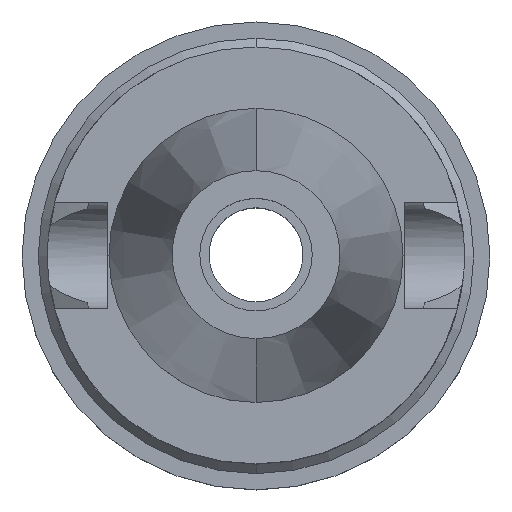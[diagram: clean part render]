
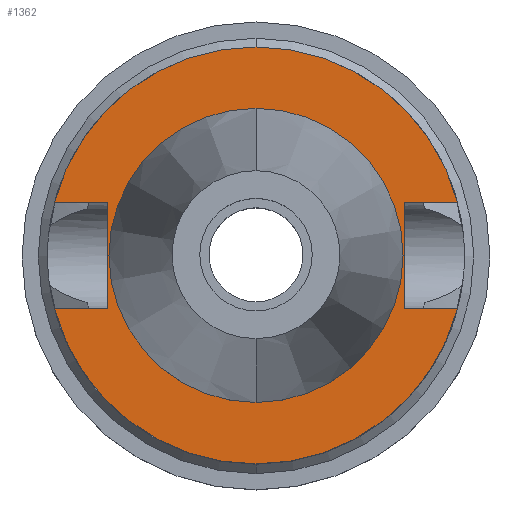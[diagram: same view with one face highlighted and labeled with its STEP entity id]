
A CAD part, top view. The second image highlights one B-rep face of the part: STEP entity #1362.
In plain terms, the highlighted planar face has unit normal (0, 0, 1).
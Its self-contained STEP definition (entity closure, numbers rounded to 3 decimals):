
#94=DIRECTION('',(0.,1.,0.));
#95=VECTOR('',#94,16.1);
#96=CARTESIAN_POINT('',(-22.5,-8.05,-1.));
#97=LINE('',#96,#95);
#101=DIRECTION('',(-1.,0.,0.));
#102=VECTOR('',#101,7.954);
#103=CARTESIAN_POINT('',(-22.5,8.05,-1.));
#104=LINE('',#103,#102);
#108=CARTESIAN_POINT('',(0.,0.,-1.));
#109=DIRECTION('',(0.,0.,-1.));
#110=DIRECTION('',(-0.967,0.256,0.));
#111=AXIS2_PLACEMENT_3D('',#108,#109,#110);
#116=CARTESIAN_POINT('',(0.,0.,-1.));
#117=DIRECTION('',(0.,0.,-1.));
#118=DIRECTION('',(0.,1.,0.));
#119=AXIS2_PLACEMENT_3D('',#116,#117,#118);
#124=DIRECTION('',(0.,-1.,0.));
#125=VECTOR('',#124,16.1);
#126=CARTESIAN_POINT('',(22.5,8.05,-1.));
#127=LINE('',#126,#125);
#131=DIRECTION('',(1.,0.,0.));
#132=VECTOR('',#131,7.954);
#133=CARTESIAN_POINT('',(22.5,-8.05,-1.));
#134=LINE('',#133,#132);
#138=CARTESIAN_POINT('',(0.,0.,-1.));
#139=DIRECTION('',(0.,0.,-1.));
#140=DIRECTION('',(0.967,-0.256,0.));
#141=AXIS2_PLACEMENT_3D('',#138,#139,#140);
#146=CARTESIAN_POINT('',(0.,0.,-1.));
#147=DIRECTION('',(0.,0.,-1.));
#148=DIRECTION('',(0.,-1.,0.));
#149=AXIS2_PLACEMENT_3D('',#146,#147,#148);
#154=CARTESIAN_POINT('',(0.,0.,-1.));
#155=DIRECTION('',(0.,0.,1.));
#156=DIRECTION('',(0.,-1.,0.));
#157=AXIS2_PLACEMENT_3D('',#154,#155,#156);
#162=CARTESIAN_POINT('',(0.,0.,-1.));
#163=DIRECTION('',(0.,0.,1.));
#164=DIRECTION('',(0.,1.,0.));
#165=AXIS2_PLACEMENT_3D('',#162,#163,#164);
#200=DIRECTION('',(-1.,0.,0.));
#201=VECTOR('',#200,7.954);
#202=CARTESIAN_POINT('',(-22.5,-8.05,-1.));
#203=LINE('',#202,#201);
#337=DIRECTION('',(1.,0.,0.));
#338=VECTOR('',#337,7.954);
#339=CARTESIAN_POINT('',(22.5,8.05,-1.));
#340=LINE('',#339,#338);
#1219=CARTESIAN_POINT('',(-22.5,-8.05,-1.));
#1220=VERTEX_POINT('',#1219);
#1221=CARTESIAN_POINT('',(-30.454,-8.05,-1.));
#1222=VERTEX_POINT('',#1221);
#1225=CARTESIAN_POINT('',(-22.5,8.05,-1.));
#1226=VERTEX_POINT('',#1225);
#1227=CARTESIAN_POINT('',(-30.454,8.05,-1.));
#1228=VERTEX_POINT('',#1227);
#1229=CARTESIAN_POINT('',(0.,31.5,-1.));
#1230=CARTESIAN_POINT('',(30.454,8.05,-1.));
#1231=VERTEX_POINT('',#1229);
#1232=VERTEX_POINT('',#1230);
#1233=CARTESIAN_POINT('',(22.5,8.05,-1.));
#1234=VERTEX_POINT('',#1233);
#1235=CARTESIAN_POINT('',(22.5,-8.05,-1.));
#1236=VERTEX_POINT('',#1235);
#1237=CARTESIAN_POINT('',(30.454,-8.05,-1.));
#1238=VERTEX_POINT('',#1237);
#1239=CARTESIAN_POINT('',(0.,-31.5,-1.));
#1240=VERTEX_POINT('',#1239);
#1241=CARTESIAN_POINT('',(0.,-22.225,-1.));
#1242=CARTESIAN_POINT('',(0.,22.225,-1.));
#1243=VERTEX_POINT('',#1241);
#1244=VERTEX_POINT('',#1242);
#1331=CARTESIAN_POINT('',(0.,0.,-1.));
#1332=DIRECTION('',(0.,0.,-1.));
#1333=DIRECTION('',(0.,-1.,0.));
#1334=AXIS2_PLACEMENT_3D('',#1331,#1332,#1333);
#1335=PLANE('',#1334);
#1337=ORIENTED_EDGE('',*,*,#1336,.T.);
#1339=ORIENTED_EDGE('',*,*,#1338,.T.);
#1341=ORIENTED_EDGE('',*,*,#1340,.T.);
#1343=ORIENTED_EDGE('',*,*,#1342,.T.);
#1345=ORIENTED_EDGE('',*,*,#1344,.F.);
#1347=ORIENTED_EDGE('',*,*,#1346,.T.);
#1349=ORIENTED_EDGE('',*,*,#1348,.T.);
#1351=ORIENTED_EDGE('',*,*,#1350,.T.);
#1353=ORIENTED_EDGE('',*,*,#1352,.T.);
#1355=ORIENTED_EDGE('',*,*,#1354,.F.);
#1356=EDGE_LOOP('',(#1337,#1339,#1341,#1343,#1345,#1347,#1349,#1351,#1353,
#1355));
#1357=FACE_OUTER_BOUND('',#1356,.F.);
#1358=ORIENTED_EDGE('',*,*,#1310,.T.);
#1359=ORIENTED_EDGE('',*,*,#1326,.T.);
#1360=EDGE_LOOP('',(#1358,#1359));
#1361=FACE_BOUND('',#1360,.F.);
#112=CIRCLE('',#111,31.5);
#120=CIRCLE('',#119,31.5);
#142=CIRCLE('',#141,31.5);
#150=CIRCLE('',#149,31.5);
#158=CIRCLE('',#157,22.225);
#166=CIRCLE('',#165,22.225);
#1310=EDGE_CURVE('',#1243,#1244,#158,.T.);
#1326=EDGE_CURVE('',#1244,#1243,#166,.T.);
#1336=EDGE_CURVE('',#1220,#1226,#97,.T.);
#1338=EDGE_CURVE('',#1226,#1228,#104,.T.);
#1340=EDGE_CURVE('',#1228,#1231,#112,.T.);
#1342=EDGE_CURVE('',#1231,#1232,#120,.T.);
#1344=EDGE_CURVE('',#1234,#1232,#340,.T.);
#1346=EDGE_CURVE('',#1234,#1236,#127,.T.);
#1348=EDGE_CURVE('',#1236,#1238,#134,.T.);
#1350=EDGE_CURVE('',#1238,#1240,#142,.T.);
#1352=EDGE_CURVE('',#1240,#1222,#150,.T.);
#1354=EDGE_CURVE('',#1220,#1222,#203,.T.);
#1362=ADVANCED_FACE('',(#1357,#1361),#1335,.F.);
